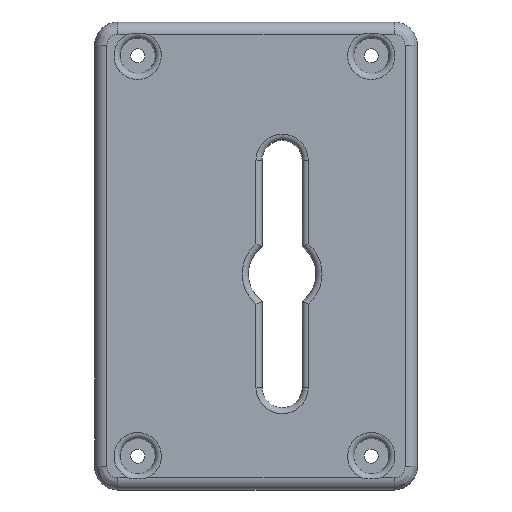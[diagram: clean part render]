
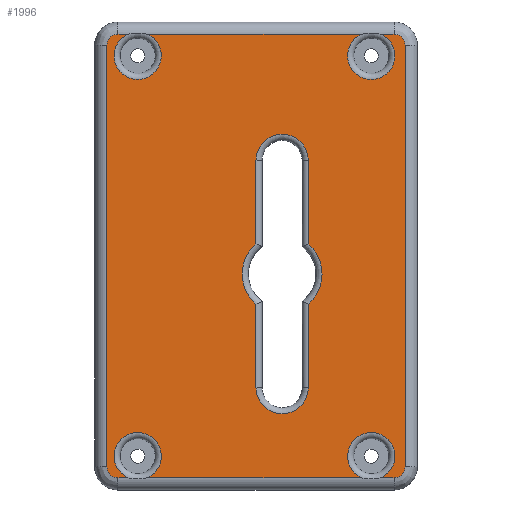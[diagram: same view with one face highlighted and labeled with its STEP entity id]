
A CAD part, front view. The second image highlights one B-rep face of the part: STEP entity #1996.
In plain terms, the highlighted planar face has unit normal (0, -1, 0).
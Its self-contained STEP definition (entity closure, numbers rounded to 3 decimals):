
#45=FACE_BOUND('',#263,.T.);
#60=PLANE('',#2126);
#149=FACE_OUTER_BOUND('',#262,.T.);
#262=EDGE_LOOP('',(#1389,#1390,#1391,#1392,#1393,#1394,#1395,#1396,#1397,
#1398,#1399,#1400,#1401,#1402,#1403,#1404,#1405,#1406));
#263=EDGE_LOOP('',(#1407,#1408,#1409,#1410,#1411,#1412,#1413,#1414));
#391=CIRCLE('',#2102,6.5);
#395=CIRCLE('',#2108,4.25);
#398=CIRCLE('',#2113,6.5);
#400=CIRCLE('',#2116,4.25);
#405=CIRCLE('',#2127,1.8);
#406=CIRCLE('',#2128,1.8);
#407=CIRCLE('',#2129,3.85);
#408=CIRCLE('',#2130,3.85);
#409=CIRCLE('',#2131,3.85);
#410=CIRCLE('',#2132,3.85);
#411=CIRCLE('',#2133,1.8);
#412=CIRCLE('',#2134,1.8);
#413=CIRCLE('',#2135,3.85);
#414=CIRCLE('',#2136,3.85);
#505=LINE('',#2940,#667);
#507=LINE('',#2981,#669);
#508=LINE('',#3003,#670);
#510=LINE('',#3031,#672);
#519=LINE('',#3056,#681);
#520=LINE('',#3060,#682);
#521=LINE('',#3064,#683);
#522=LINE('',#3070,#684);
#523=LINE('',#3076,#685);
#524=LINE('',#3080,#686);
#525=LINE('',#3084,#687);
#526=LINE('',#3088,#688);
#667=VECTOR('',#2329,10.);
#669=VECTOR('',#2341,10.);
#670=VECTOR('',#2352,10.);
#672=VECTOR('',#2370,10.);
#681=VECTOR('',#2395,10.);
#682=VECTOR('',#2398,10.);
#683=VECTOR('',#2401,10.);
#684=VECTOR('',#2406,10.);
#685=VECTOR('',#2411,10.);
#686=VECTOR('',#2414,10.);
#687=VECTOR('',#2417,10.);
#688=VECTOR('',#2420,10.);
#830=VERTEX_POINT('',#2937);
#831=VERTEX_POINT('',#2939);
#832=VERTEX_POINT('',#2956);
#836=VERTEX_POINT('',#2978);
#837=VERTEX_POINT('',#2980);
#839=VERTEX_POINT('',#2998);
#841=VERTEX_POINT('',#3008);
#843=VERTEX_POINT('',#3026);
#850=VERTEX_POINT('',#3054);
#851=VERTEX_POINT('',#3055);
#852=VERTEX_POINT('',#3057);
#853=VERTEX_POINT('',#3059);
#854=VERTEX_POINT('',#3061);
#855=VERTEX_POINT('',#3063);
#856=VERTEX_POINT('',#3065);
#857=VERTEX_POINT('',#3067);
#858=VERTEX_POINT('',#3069);
#859=VERTEX_POINT('',#3071);
#860=VERTEX_POINT('',#3073);
#861=VERTEX_POINT('',#3075);
#862=VERTEX_POINT('',#3077);
#863=VERTEX_POINT('',#3079);
#864=VERTEX_POINT('',#3081);
#865=VERTEX_POINT('',#3083);
#866=VERTEX_POINT('',#3085);
#867=VERTEX_POINT('',#3087);
#1032=EDGE_CURVE('',#830,#831,#505,.T.);
#1034=EDGE_CURVE('',#831,#832,#391,.T.);
#1039=EDGE_CURVE('',#836,#837,#507,.T.);
#1042=EDGE_CURVE('',#839,#836,#395,.T.);
#1044=EDGE_CURVE('',#832,#839,#508,.T.);
#1047=EDGE_CURVE('',#837,#841,#398,.T.);
#1050=EDGE_CURVE('',#843,#830,#400,.T.);
#1052=EDGE_CURVE('',#841,#843,#510,.T.);
#1064=EDGE_CURVE('',#850,#851,#519,.T.);
#1065=EDGE_CURVE('',#852,#850,#405,.T.);
#1066=EDGE_CURVE('',#853,#852,#520,.T.);
#1067=EDGE_CURVE('',#854,#853,#406,.T.);
#1068=EDGE_CURVE('',#855,#854,#521,.T.);
#1069=EDGE_CURVE('',#856,#855,#407,.T.);
#1070=EDGE_CURVE('',#857,#856,#408,.T.);
#1071=EDGE_CURVE('',#858,#857,#522,.T.);
#1072=EDGE_CURVE('',#859,#858,#409,.T.);
#1073=EDGE_CURVE('',#860,#859,#410,.T.);
#1074=EDGE_CURVE('',#861,#860,#523,.T.);
#1075=EDGE_CURVE('',#862,#861,#411,.T.);
#1076=EDGE_CURVE('',#863,#862,#524,.T.);
#1077=EDGE_CURVE('',#864,#863,#412,.T.);
#1078=EDGE_CURVE('',#865,#864,#525,.T.);
#1079=EDGE_CURVE('',#866,#865,#413,.T.);
#1080=EDGE_CURVE('',#867,#866,#526,.T.);
#1081=EDGE_CURVE('',#851,#867,#414,.T.);
#1389=ORIENTED_EDGE('',*,*,#1064,.F.);
#1390=ORIENTED_EDGE('',*,*,#1065,.F.);
#1391=ORIENTED_EDGE('',*,*,#1066,.F.);
#1392=ORIENTED_EDGE('',*,*,#1067,.F.);
#1393=ORIENTED_EDGE('',*,*,#1068,.F.);
#1394=ORIENTED_EDGE('',*,*,#1069,.F.);
#1395=ORIENTED_EDGE('',*,*,#1070,.F.);
#1396=ORIENTED_EDGE('',*,*,#1071,.F.);
#1397=ORIENTED_EDGE('',*,*,#1072,.F.);
#1398=ORIENTED_EDGE('',*,*,#1073,.F.);
#1399=ORIENTED_EDGE('',*,*,#1074,.F.);
#1400=ORIENTED_EDGE('',*,*,#1075,.F.);
#1401=ORIENTED_EDGE('',*,*,#1076,.F.);
#1402=ORIENTED_EDGE('',*,*,#1077,.F.);
#1403=ORIENTED_EDGE('',*,*,#1078,.F.);
#1404=ORIENTED_EDGE('',*,*,#1079,.F.);
#1405=ORIENTED_EDGE('',*,*,#1080,.F.);
#1406=ORIENTED_EDGE('',*,*,#1081,.F.);
#1407=ORIENTED_EDGE('',*,*,#1039,.F.);
#1408=ORIENTED_EDGE('',*,*,#1042,.F.);
#1409=ORIENTED_EDGE('',*,*,#1044,.F.);
#1410=ORIENTED_EDGE('',*,*,#1034,.F.);
#1411=ORIENTED_EDGE('',*,*,#1032,.F.);
#1412=ORIENTED_EDGE('',*,*,#1050,.F.);
#1413=ORIENTED_EDGE('',*,*,#1052,.F.);
#1414=ORIENTED_EDGE('',*,*,#1047,.F.);
#1996=ADVANCED_FACE('',(#149,#45),#60,.T.);
#2102=AXIS2_PLACEMENT_3D('',#2957,#2332,#2333);
#2108=AXIS2_PLACEMENT_3D('',#3000,#2346,#2347);
#2113=AXIS2_PLACEMENT_3D('',#3009,#2358,#2359);
#2116=AXIS2_PLACEMENT_3D('',#3028,#2364,#2365);
#2126=AXIS2_PLACEMENT_3D('',#3053,#2393,#2394);
#2127=AXIS2_PLACEMENT_3D('',#3058,#2396,#2397);
#2128=AXIS2_PLACEMENT_3D('',#3062,#2399,#2400);
#2129=AXIS2_PLACEMENT_3D('',#3066,#2402,#2403);
#2130=AXIS2_PLACEMENT_3D('',#3068,#2404,#2405);
#2131=AXIS2_PLACEMENT_3D('',#3072,#2407,#2408);
#2132=AXIS2_PLACEMENT_3D('',#3074,#2409,#2410);
#2133=AXIS2_PLACEMENT_3D('',#3078,#2412,#2413);
#2134=AXIS2_PLACEMENT_3D('',#3082,#2415,#2416);
#2135=AXIS2_PLACEMENT_3D('',#3086,#2418,#2419);
#2136=AXIS2_PLACEMENT_3D('',#3089,#2421,#2422);
#2329=DIRECTION('',(0.,0.,1.));
#2332=DIRECTION('center_axis',(0.,-1.,0.));
#2333=DIRECTION('ref_axis',(1.,0.,0.));
#2341=DIRECTION('',(0.,0.,-1.));
#2346=DIRECTION('center_axis',(0.,-1.,0.));
#2347=DIRECTION('ref_axis',(0.,0.,1.));
#2352=DIRECTION('',(0.,0.,1.));
#2358=DIRECTION('center_axis',(0.,-1.,0.));
#2359=DIRECTION('ref_axis',(-1.,0.,0.));
#2364=DIRECTION('center_axis',(0.,-1.,0.));
#2365=DIRECTION('ref_axis',(0.,0.,-1.));
#2370=DIRECTION('',(0.,0.,-1.));
#2393=DIRECTION('center_axis',(0.,-1.,0.));
#2394=DIRECTION('ref_axis',(0.,0.,1.));
#2395=DIRECTION('',(-1.,0.,0.));
#2396=DIRECTION('center_axis',(0.,1.,0.));
#2397=DIRECTION('ref_axis',(0.707,0.,-0.707));
#2398=DIRECTION('',(0.,0.,-1.));
#2399=DIRECTION('center_axis',(0.,1.,0.));
#2400=DIRECTION('ref_axis',(0.707,0.,0.707));
#2401=DIRECTION('',(1.,0.,0.));
#2402=DIRECTION('center_axis',(0.,-1.,0.));
#2403=DIRECTION('ref_axis',(1.,0.,0.));
#2404=DIRECTION('center_axis',(0.,-1.,0.));
#2405=DIRECTION('ref_axis',(1.,0.,0.));
#2406=DIRECTION('',(1.,0.,0.));
#2407=DIRECTION('center_axis',(0.,-1.,0.));
#2408=DIRECTION('ref_axis',(1.,0.,0.));
#2409=DIRECTION('center_axis',(0.,-1.,0.));
#2410=DIRECTION('ref_axis',(1.,0.,0.));
#2411=DIRECTION('',(1.,0.,0.));
#2412=DIRECTION('center_axis',(0.,1.,0.));
#2413=DIRECTION('ref_axis',(-0.707,0.,0.707));
#2414=DIRECTION('',(0.,0.,1.));
#2415=DIRECTION('center_axis',(0.,1.,0.));
#2416=DIRECTION('ref_axis',(-0.707,0.,-0.707));
#2417=DIRECTION('',(-1.,0.,0.));
#2418=DIRECTION('center_axis',(0.,-1.,0.));
#2419=DIRECTION('ref_axis',(1.,0.,0.));
#2420=DIRECTION('',(-1.,0.,0.));
#2421=DIRECTION('center_axis',(0.,-1.,0.));
#2422=DIRECTION('ref_axis',(1.,0.,0.));
#2937=CARTESIAN_POINT('',(9.825,-20.199,-12.55));
#2939=CARTESIAN_POINT('',(9.825,-20.199,1.032));
#2940=CARTESIAN_POINT('',(9.825,-20.199,2.981));
#2956=CARTESIAN_POINT('',(9.825,-20.199,10.868));
#2957=CARTESIAN_POINT('Origin',(5.575,-20.199,5.95));
#2978=CARTESIAN_POINT('',(1.325,-20.199,24.45));
#2980=CARTESIAN_POINT('',(1.325,-20.199,10.868));
#2981=CARTESIAN_POINT('',(1.325,-20.199,7.419));
#2998=CARTESIAN_POINT('',(9.825,-20.199,24.446));
#3000=CARTESIAN_POINT('Origin',(5.575,-20.199,24.45));
#3003=CARTESIAN_POINT('',(9.825,-20.199,14.449));
#3008=CARTESIAN_POINT('',(1.325,-20.199,1.032));
#3009=CARTESIAN_POINT('Origin',(5.575,-20.199,5.95));
#3026=CARTESIAN_POINT('',(1.325,-20.199,-12.55));
#3028=CARTESIAN_POINT('Origin',(5.575,-20.199,-12.55));
#3031=CARTESIAN_POINT('',(1.325,-20.199,-4.05));
#3053=CARTESIAN_POINT('Origin',(4.075,-20.199,4.45));
#3054=CARTESIAN_POINT('',(23.775,-20.199,-27.178));
#3055=CARTESIAN_POINT('',(21.679,-20.199,-27.178));
#3056=CARTESIAN_POINT('',(4.075,-20.199,-27.178));
#3057=CARTESIAN_POINT('',(25.575,-20.199,-25.378));
#3058=CARTESIAN_POINT('Origin',(23.775,-20.199,-25.378));
#3059=CARTESIAN_POINT('',(25.575,-20.199,43.15));
#3060=CARTESIAN_POINT('',(25.575,-20.199,-20.55));
#3061=CARTESIAN_POINT('',(23.775,-20.199,44.95));
#3062=CARTESIAN_POINT('Origin',(23.775,-20.199,43.15));
#3063=CARTESIAN_POINT('',(21.679,-20.199,44.95));
#3064=CARTESIAN_POINT('',(15.325,-20.199,44.95));
#3065=CARTESIAN_POINT('',(20.075,-20.199,37.6));
#3066=CARTESIAN_POINT('Origin',(20.075,-20.199,41.45));
#3067=CARTESIAN_POINT('',(18.471,-20.199,44.95));
#3068=CARTESIAN_POINT('Origin',(20.075,-20.199,41.45));
#3069=CARTESIAN_POINT('',(-16.321,-20.199,44.95));
#3070=CARTESIAN_POINT('',(15.325,-20.199,44.95));
#3071=CARTESIAN_POINT('',(-17.925,-20.199,37.6));
#3072=CARTESIAN_POINT('Origin',(-17.925,-20.199,41.45));
#3073=CARTESIAN_POINT('',(-19.529,-20.199,44.95));
#3074=CARTESIAN_POINT('Origin',(-17.925,-20.199,41.45));
#3075=CARTESIAN_POINT('',(-21.125,-20.199,44.95));
#3076=CARTESIAN_POINT('',(15.325,-20.199,44.95));
#3077=CARTESIAN_POINT('',(-22.925,-20.199,43.15));
#3078=CARTESIAN_POINT('Origin',(-21.125,-20.199,43.15));
#3079=CARTESIAN_POINT('',(-22.925,-20.199,-25.378));
#3080=CARTESIAN_POINT('',(-22.925,-20.199,4.575));
#3081=CARTESIAN_POINT('',(-21.125,-20.199,-27.178));
#3082=CARTESIAN_POINT('Origin',(-21.125,-20.199,-25.378));
#3083=CARTESIAN_POINT('',(-19.529,-20.199,-27.178));
#3084=CARTESIAN_POINT('',(4.075,-20.199,-27.178));
#3085=CARTESIAN_POINT('',(-16.321,-20.199,-27.178));
#3086=CARTESIAN_POINT('Origin',(-17.925,-20.199,-23.678));
#3087=CARTESIAN_POINT('',(18.471,-20.199,-27.178));
#3088=CARTESIAN_POINT('',(4.075,-20.199,-27.178));
#3089=CARTESIAN_POINT('Origin',(20.075,-20.199,-23.678));
